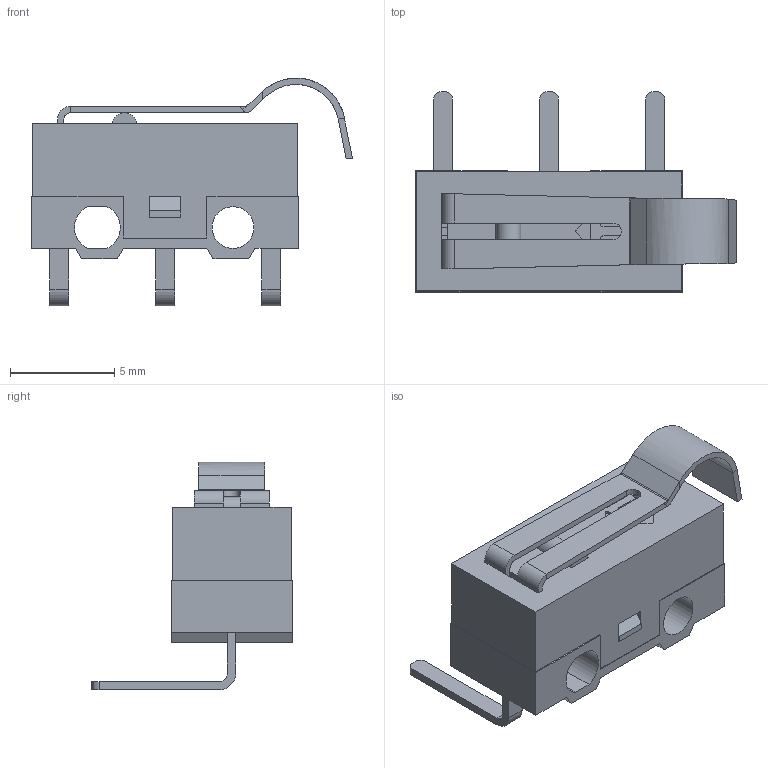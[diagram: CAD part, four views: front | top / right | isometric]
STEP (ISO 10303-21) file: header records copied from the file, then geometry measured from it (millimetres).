
FILE_DESCRIPTION((' '),'2;1');
FILE_NAME('SS075xx03FxxxV2A.stp','2017-07-28T08:51:31',(' '),(' '),' ','ACIS',' ');
FILE_SCHEMA(('CONFIG_CONTROL_DESIGN'));
Length unit declared in the file: inch
Products named in the file (1): SS075xx03FxxxV2A.stp
Bounding box: 15.37 x 9.6 x 10.91 mm (x, y, z)
Volume: 268 mm3; surface area: 864.3 mm2
Topology: 1 solids, 1 shells, 197 faces, 522 edges, 338 vertices
Faces by surface type: plane 158, cylinder 39
Full cylindrical faces by diameter (mm): 2 x1
Entity records: 6154 total; most frequent: CARTESIAN_POINT 1059, ORIENTED_EDGE 1046, DIRECTION 999, EDGE_CURVE 523, VECTOR 443, LINE 443, VERTEX_POINT 338, AXIS2_PLACEMENT_3D 278
